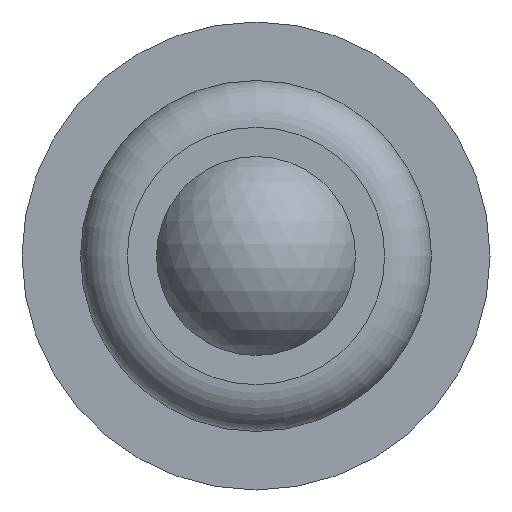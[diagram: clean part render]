
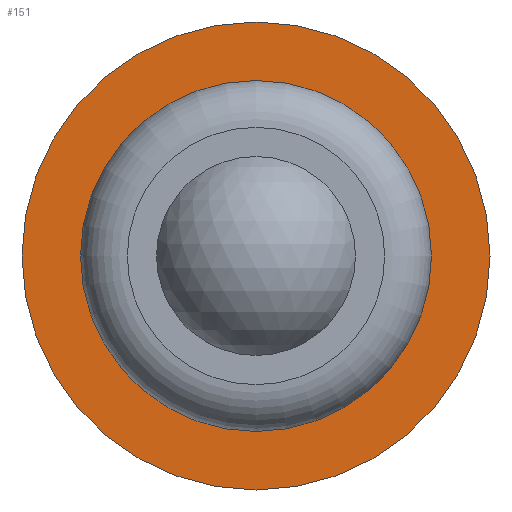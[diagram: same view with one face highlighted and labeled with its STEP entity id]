
A CAD part, left-side view. The second image highlights one B-rep face of the part: STEP entity #151.
In plain terms, the highlighted planar face has unit normal (-1, 0, 0).
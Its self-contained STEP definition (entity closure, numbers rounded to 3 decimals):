
#25=FACE_BOUND('',#47,.T.);
#28=PLANE('',#189);
#36=FACE_OUTER_BOUND('',#46,.T.);
#46=EDGE_LOOP('',(#124,#125));
#47=EDGE_LOOP('',(#126,#127));
#60=CIRCLE('',#187,0.75);
#61=CIRCLE('',#188,0.75);
#62=CIRCLE('',#190,1.);
#63=CIRCLE('',#191,1.);
#76=VERTEX_POINT('',#277);
#77=VERTEX_POINT('',#278);
#78=VERTEX_POINT('',#283);
#79=VERTEX_POINT('',#284);
#93=EDGE_CURVE('',#76,#77,#60,.T.);
#94=EDGE_CURVE('',#77,#76,#61,.T.);
#96=EDGE_CURVE('',#78,#79,#62,.T.);
#97=EDGE_CURVE('',#79,#78,#63,.T.);
#124=ORIENTED_EDGE('',*,*,#96,.F.);
#125=ORIENTED_EDGE('',*,*,#97,.F.);
#126=ORIENTED_EDGE('',*,*,#93,.T.);
#127=ORIENTED_EDGE('',*,*,#94,.T.);
#151=ADVANCED_FACE('',(#36,#25),#28,.T.);
#187=AXIS2_PLACEMENT_3D('',#279,#226,#227);
#188=AXIS2_PLACEMENT_3D('',#280,#228,#229);
#189=AXIS2_PLACEMENT_3D('',#282,#231,#232);
#190=AXIS2_PLACEMENT_3D('',#285,#233,#234);
#191=AXIS2_PLACEMENT_3D('',#286,#235,#236);
#226=DIRECTION('center_axis',(1.,0.,0.));
#227=DIRECTION('ref_axis',(0.,0.,-1.));
#228=DIRECTION('center_axis',(1.,0.,0.));
#229=DIRECTION('ref_axis',(0.,0.,-1.));
#231=DIRECTION('center_axis',(-1.,0.,0.));
#232=DIRECTION('ref_axis',(0.,0.,1.));
#233=DIRECTION('center_axis',(1.,0.,0.));
#234=DIRECTION('ref_axis',(0.,0.,-1.));
#235=DIRECTION('center_axis',(1.,0.,0.));
#236=DIRECTION('ref_axis',(0.,0.,-1.));
#277=CARTESIAN_POINT('',(-0.5,0.75,0.));
#278=CARTESIAN_POINT('',(-0.5,-0.75,0.));
#279=CARTESIAN_POINT('Origin',(-0.5,0.,0.));
#280=CARTESIAN_POINT('Origin',(-0.5,0.,0.));
#282=CARTESIAN_POINT('Origin',(-0.5,1.,0.));
#283=CARTESIAN_POINT('',(-0.5,1.,0.));
#284=CARTESIAN_POINT('',(-0.5,-1.,0.));
#285=CARTESIAN_POINT('Origin',(-0.5,0.,0.));
#286=CARTESIAN_POINT('Origin',(-0.5,0.,0.));
